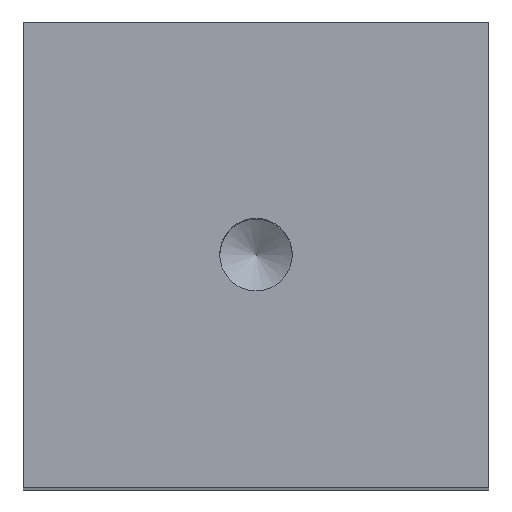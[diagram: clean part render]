
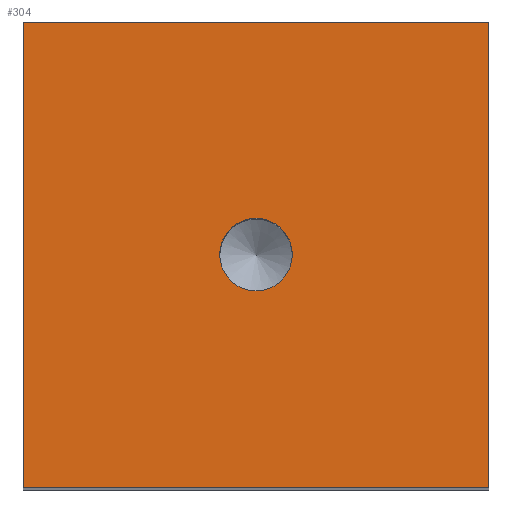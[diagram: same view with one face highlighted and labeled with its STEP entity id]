
A CAD part, top view. The second image highlights one B-rep face of the part: STEP entity #304.
In plain terms, the highlighted planar face has unit normal (0, 0, 1).
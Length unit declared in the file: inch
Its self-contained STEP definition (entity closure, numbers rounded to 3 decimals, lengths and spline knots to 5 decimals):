
#19=FACE_BOUND('',#77,.T.);
#25=PLANE('',#361);
#58=FACE_OUTER_BOUND('',#76,.T.);
#76=EDGE_LOOP('',(#280,#281,#282,#283));
#77=EDGE_LOOP('',(#284));
#92=LINE('',#525,#114);
#95=LINE('',#531,#117);
#98=LINE('',#537,#120);
#101=LINE('',#541,#123);
#114=VECTOR('',#437,0.3937);
#117=VECTOR('',#442,0.3937);
#120=VECTOR('',#447,0.3937);
#123=VECTOR('',#452,0.3937);
#129=CIRCLE('',#346,0.078);
#145=VERTEX_POINT('',#495);
#155=VERTEX_POINT('',#522);
#156=VERTEX_POINT('',#524);
#158=VERTEX_POINT('',#530);
#160=VERTEX_POINT('',#536);
#179=EDGE_CURVE('',#145,#145,#129,.T.);
#194=EDGE_CURVE('',#156,#155,#92,.T.);
#197=EDGE_CURVE('',#158,#156,#95,.T.);
#200=EDGE_CURVE('',#160,#158,#98,.T.);
#203=EDGE_CURVE('',#155,#160,#101,.T.);
#280=ORIENTED_EDGE('',*,*,#203,.T.);
#281=ORIENTED_EDGE('',*,*,#200,.T.);
#282=ORIENTED_EDGE('',*,*,#197,.T.);
#283=ORIENTED_EDGE('',*,*,#194,.T.);
#284=ORIENTED_EDGE('',*,*,#179,.T.);
#304=ADVANCED_FACE('',(#58,#19),#25,.T.);
#346=AXIS2_PLACEMENT_3D('',#496,#407,#408);
#361=AXIS2_PLACEMENT_3D('',#542,#453,#454);
#407=DIRECTION('center_axis',(0.,0.,-1.));
#408=DIRECTION('ref_axis',(1.,0.,0.));
#437=DIRECTION('',(1.,0.,0.));
#442=DIRECTION('',(0.,-1.,0.));
#447=DIRECTION('',(-1.,0.,0.));
#452=DIRECTION('',(0.,1.,0.));
#453=DIRECTION('center_axis',(0.,0.,1.));
#454=DIRECTION('ref_axis',(1.,0.,0.));
#495=CARTESIAN_POINT('',(-0.078,0.,3.5));
#496=CARTESIAN_POINT('Origin',(0.,0.,3.5));
#522=CARTESIAN_POINT('',(0.5,-0.5,3.5));
#524=CARTESIAN_POINT('',(-0.5,-0.5,3.5));
#525=CARTESIAN_POINT('',(-0.5,-0.5,3.5));
#530=CARTESIAN_POINT('',(-0.5,0.5,3.5));
#531=CARTESIAN_POINT('',(-0.5,0.5,3.5));
#536=CARTESIAN_POINT('',(0.5,0.5,3.5));
#537=CARTESIAN_POINT('',(0.5,0.5,3.5));
#541=CARTESIAN_POINT('',(0.5,-0.5,3.5));
#542=CARTESIAN_POINT('Origin',(0.,0.,
3.5));
